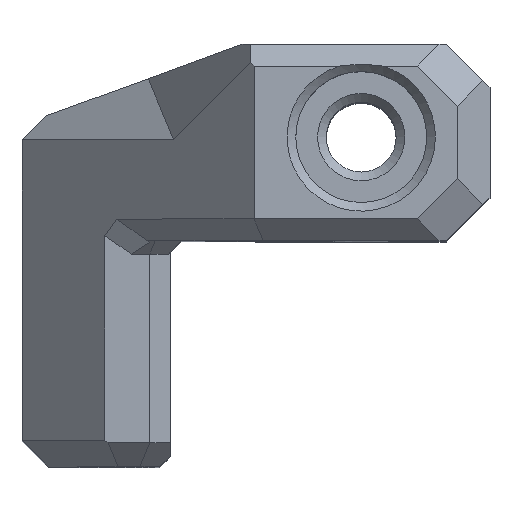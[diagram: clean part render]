
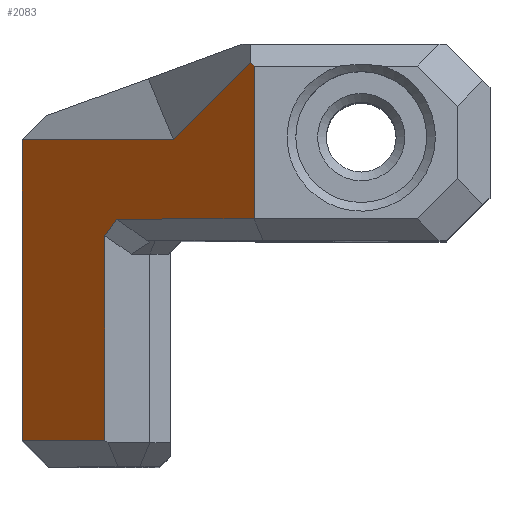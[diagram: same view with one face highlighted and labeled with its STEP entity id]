
A CAD part, top view. The second image highlights one B-rep face of the part: STEP entity #2083.
In plain terms, the highlighted planar face has unit normal (-0.707, 0, 0.707).
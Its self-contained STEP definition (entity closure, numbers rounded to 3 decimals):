
#130=FACE_OUTER_BOUND('',#241,.T.);
#241=EDGE_LOOP('',(#1466,#1467,#1468,#1469,#1470,#1471,#1472,#1473,#1474));
#367=LINE('',#3029,#613);
#377=LINE('',#3181,#623);
#404=LINE('',#3234,#650);
#423=LINE('',#3279,#669);
#424=LINE('',#3281,#670);
#425=LINE('',#3282,#671);
#426=LINE('',#3284,#672);
#427=LINE('',#3286,#673);
#428=LINE('',#3287,#674);
#613=VECTOR('',#2355,9.817);
#623=VECTOR('',#2371,1.066);
#650=VECTOR('',#2412,8.914);
#669=VECTOR('',#2443,13.784);
#670=VECTOR('',#2444,5.374);
#671=VECTOR('',#2445,9.393);
#672=VECTOR('',#2446,7.);
#673=VECTOR('',#2447,0.287);
#674=VECTOR('',#2448,6.111);
#856=VERTEX_POINT('',#3007);
#862=VERTEX_POINT('',#3028);
#870=VERTEX_POINT('',#3178);
#871=VERTEX_POINT('',#3180);
#890=VERTEX_POINT('',#3232);
#910=VERTEX_POINT('',#3278);
#911=VERTEX_POINT('',#3280);
#912=VERTEX_POINT('',#3283);
#913=VERTEX_POINT('',#3285);
#1069=EDGE_CURVE('',#856,#862,#367,.T.);
#1080=EDGE_CURVE('',#870,#871,#377,.T.);
#1107=EDGE_CURVE('',#890,#870,#404,.T.);
#1129=EDGE_CURVE('',#910,#856,#423,.T.);
#1130=EDGE_CURVE('',#910,#911,#424,.T.);
#1131=EDGE_CURVE('',#871,#911,#425,.T.);
#1132=EDGE_CURVE('',#912,#890,#426,.T.);
#1133=EDGE_CURVE('',#913,#912,#427,.T.);
#1134=EDGE_CURVE('',#862,#913,#428,.T.);
#1466=ORIENTED_EDGE('',*,*,#1129,.F.);
#1467=ORIENTED_EDGE('',*,*,#1130,.T.);
#1468=ORIENTED_EDGE('',*,*,#1131,.F.);
#1469=ORIENTED_EDGE('',*,*,#1080,.F.);
#1470=ORIENTED_EDGE('',*,*,#1107,.F.);
#1471=ORIENTED_EDGE('',*,*,#1132,.F.);
#1472=ORIENTED_EDGE('',*,*,#1133,.F.);
#1473=ORIENTED_EDGE('',*,*,#1134,.F.);
#1474=ORIENTED_EDGE('',*,*,#1069,.F.);
#1994=PLANE('',#2201);
#2083=ADVANCED_FACE('',(#130),#1994,.F.);
#2201=AXIS2_PLACEMENT_3D('',#3277,#2441,#2442);
#2355=DIRECTION('',(0.707,0.,0.707));
#2371=DIRECTION('',(-0.5,-0.707,-0.5));
#2412=DIRECTION('',(-0.707,0.,-0.707));
#2441=DIRECTION('center_axis',(0.707,0.,-0.707));
#2442=DIRECTION('ref_axis',(-0.707,0.,-0.707));
#2443=DIRECTION('',(0.,1.,0.));
#2444=DIRECTION('',(0.707,0.,0.707));
#2445=DIRECTION('',(0.,-1.,0.));
#2446=DIRECTION('',(0.,-1.,0.));
#2447=DIRECTION('',(0.577,-0.577,0.577));
#2448=DIRECTION('',(0.577,0.577,0.577));
#3007=CARTESIAN_POINT('',(91.92,-100.791,98.185));
#3028=CARTESIAN_POINT('',(98.862,-100.791,105.127));
#3029=CARTESIAN_POINT('',(91.92,-100.791,98.185));
#3178=CARTESIAN_POINT('',(96.253,-104.429,102.518));
#3180=CARTESIAN_POINT('',(95.72,-105.182,101.985));
#3181=CARTESIAN_POINT('',(96.253,-104.429,102.518));
#3232=CARTESIAN_POINT('',(102.556,-104.429,108.822));
#3234=CARTESIAN_POINT('',(102.556,-104.429,108.822));
#3277=CARTESIAN_POINT('Origin',(93.82,-106.135,100.085));
#3278=CARTESIAN_POINT('',(91.92,-114.575,98.185));
#3279=CARTESIAN_POINT('',(91.92,-114.575,98.185));
#3280=CARTESIAN_POINT('',(95.72,-114.575,101.985));
#3281=CARTESIAN_POINT('',(91.92,-114.575,98.185));
#3282=CARTESIAN_POINT('',(95.72,-105.182,101.985));
#3283=CARTESIAN_POINT('',(102.556,-97.429,108.822));
#3284=CARTESIAN_POINT('',(102.556,-97.429,108.822));
#3285=CARTESIAN_POINT('',(102.39,-97.263,108.656));
#3286=CARTESIAN_POINT('',(102.39,-97.263,108.656));
#3287=CARTESIAN_POINT('',(98.862,-100.791,105.127));
